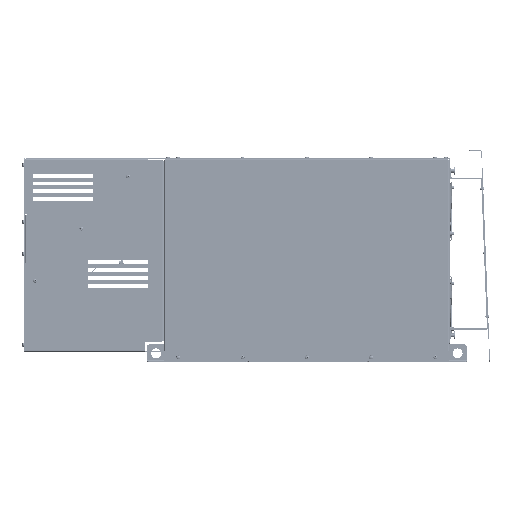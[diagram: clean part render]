
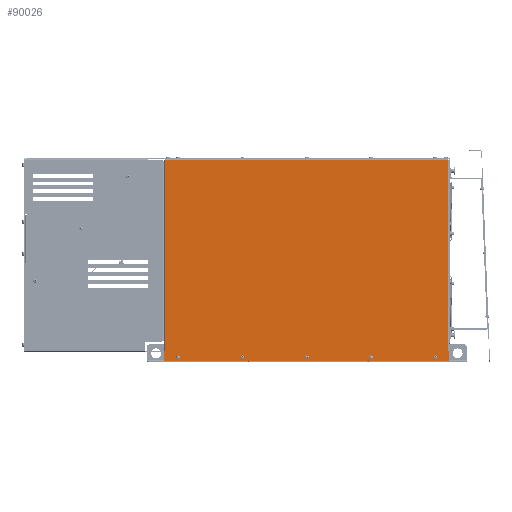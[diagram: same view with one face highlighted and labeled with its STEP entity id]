
A CAD part, front view. The second image highlights one B-rep face of the part: STEP entity #90026.
In plain terms, the highlighted face is planar.
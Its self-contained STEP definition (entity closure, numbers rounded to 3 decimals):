
#3802=PLANE('',#94945);
#6660=LINE('',#130042,#15235);
#6676=LINE('',#130083,#15251);
#6679=LINE('',#130089,#15254);
#6682=LINE('',#130095,#15257);
#6685=LINE('',#130101,#15260);
#6695=LINE('',#130124,#15270);
#6703=LINE('',#130144,#15278);
#6705=LINE('',#130148,#15280);
#6706=LINE('',#130149,#15281);
#6707=LINE('',#130150,#15282);
#15235=VECTOR('',#103829,480.);
#15251=VECTOR('',#103871,480.);
#15254=VECTOR('',#103876,0.2);
#15257=VECTOR('',#103881,2.);
#15260=VECTOR('',#103886,23.8);
#15270=VECTOR('',#103908,709.);
#15278=VECTOR('',#103928,2.);
#15280=VECTOR('',#103932,713.);
#15281=VECTOR('',#103933,23.8);
#15282=VECTOR('',#103934,0.2);
#23834=FACE_BOUND('',#30096,.T.);
#23835=FACE_BOUND('',#30097,.T.);
#23836=FACE_BOUND('',#30098,.T.);
#23837=FACE_BOUND('',#30099,.T.);
#23838=FACE_BOUND('',#30100,.T.);
#25238=FACE_OUTER_BOUND('',#30095,.T.);
#30095=EDGE_LOOP('',(#63026,#63027,#63028,#63029,#63030,#63031,#63032,#63033,
#63034,#63035));
#30096=EDGE_LOOP('',(#63036));
#30097=EDGE_LOOP('',(#63037));
#30098=EDGE_LOOP('',(#63038));
#30099=EDGE_LOOP('',(#63039));
#30100=EDGE_LOOP('',(#63040));
#36224=CIRCLE('',#94852,3.25);
#36226=CIRCLE('',#94855,3.25);
#36228=CIRCLE('',#94858,3.25);
#36230=CIRCLE('',#94861,3.25);
#36232=CIRCLE('',#94864,3.25);
#40104=VERTEX_POINT('',#129915);
#40106=VERTEX_POINT('',#129920);
#40108=VERTEX_POINT('',#129925);
#40110=VERTEX_POINT('',#129930);
#40112=VERTEX_POINT('',#129935);
#40148=VERTEX_POINT('',#130027);
#40149=VERTEX_POINT('',#130031);
#40160=VERTEX_POINT('',#130068);
#40161=VERTEX_POINT('',#130072);
#40164=VERTEX_POINT('',#130087);
#40166=VERTEX_POINT('',#130093);
#40168=VERTEX_POINT('',#130099);
#40180=VERTEX_POINT('',#130141);
#40181=VERTEX_POINT('',#130143);
#40182=VERTEX_POINT('',#130147);
#49308=EDGE_CURVE('',#40104,#40104,#36224,.T.);
#49310=EDGE_CURVE('',#40106,#40106,#36226,.T.);
#49312=EDGE_CURVE('',#40108,#40108,#36228,.T.);
#49314=EDGE_CURVE('',#40110,#40110,#36230,.T.);
#49316=EDGE_CURVE('',#40112,#40112,#36232,.T.);
#49362=EDGE_CURVE('',#40148,#40149,#6660,.T.);
#49382=EDGE_CURVE('',#40160,#40161,#6676,.T.);
#49385=EDGE_CURVE('',#40161,#40164,#6679,.T.);
#49388=EDGE_CURVE('',#40164,#40166,#6682,.T.);
#49391=EDGE_CURVE('',#40168,#40166,#6685,.T.);
#49403=EDGE_CURVE('',#40149,#40160,#6695,.T.);
#49413=EDGE_CURVE('',#40181,#40180,#6703,.T.);
#49415=EDGE_CURVE('',#40182,#40168,#6705,.T.);
#49416=EDGE_CURVE('',#40181,#40182,#6706,.T.);
#49417=EDGE_CURVE('',#40180,#40148,#6707,.T.);
#63026=ORIENTED_EDGE('',*,*,#49388,.T.);
#63027=ORIENTED_EDGE('',*,*,#49391,.F.);
#63028=ORIENTED_EDGE('',*,*,#49415,.F.);
#63029=ORIENTED_EDGE('',*,*,#49416,.F.);
#63030=ORIENTED_EDGE('',*,*,#49413,.T.);
#63031=ORIENTED_EDGE('',*,*,#49417,.T.);
#63032=ORIENTED_EDGE('',*,*,#49362,.T.);
#63033=ORIENTED_EDGE('',*,*,#49403,.T.);
#63034=ORIENTED_EDGE('',*,*,#49382,.T.);
#63035=ORIENTED_EDGE('',*,*,#49385,.T.);
#63036=ORIENTED_EDGE('',*,*,#49308,.T.);
#63037=ORIENTED_EDGE('',*,*,#49310,.T.);
#63038=ORIENTED_EDGE('',*,*,#49312,.T.);
#63039=ORIENTED_EDGE('',*,*,#49314,.T.);
#63040=ORIENTED_EDGE('',*,*,#49316,.T.);
#90026=ADVANCED_FACE('',(#25238,#23834,#23835,#23836,#23837,#23838),#3802,
 .T.);
#94852=AXIS2_PLACEMENT_3D('',#129916,#103684,#103685);
#94855=AXIS2_PLACEMENT_3D('',#129921,#103690,#103691);
#94858=AXIS2_PLACEMENT_3D('',#129926,#103696,#103697);
#94861=AXIS2_PLACEMENT_3D('',#129931,#103702,#103703);
#94864=AXIS2_PLACEMENT_3D('',#129936,#103708,#103709);
#94945=AXIS2_PLACEMENT_3D('',#130146,#103930,#103931);
#103684=DIRECTION('center_axis',(0.,0.,-1.));
#103685=DIRECTION('ref_axis',(1.,0.,0.));
#103690=DIRECTION('center_axis',(0.,0.,-1.));
#103691=DIRECTION('ref_axis',(1.,0.,0.));
#103696=DIRECTION('center_axis',(0.,0.,-1.));
#103697=DIRECTION('ref_axis',(1.,0.,0.));
#103702=DIRECTION('center_axis',(0.,0.,-1.));
#103703=DIRECTION('ref_axis',(1.,0.,0.));
#103708=DIRECTION('center_axis',(0.,0.,-1.));
#103709=DIRECTION('ref_axis',(1.,0.,0.));
#103829=DIRECTION('',(0.,1.,0.));
#103871=DIRECTION('',(0.,-1.,0.));
#103876=DIRECTION('',(0.,-1.,0.));
#103881=DIRECTION('',(-1.,0.,0.));
#103886=DIRECTION('',(0.,1.,0.));
#103908=DIRECTION('',(-1.,0.,0.));
#103928=DIRECTION('',(-1.,0.,0.));
#103930=DIRECTION('center_axis',(0.,0.,1.));
#103931=DIRECTION('ref_axis',(1.,0.,0.));
#103932=DIRECTION('',(-1.,0.,0.));
#103933=DIRECTION('',(0.,-1.,0.));
#103934=DIRECTION('',(0.,1.,0.));
#129915=CARTESIAN_POINT('',(325.25,-244.5,1.));
#129916=CARTESIAN_POINT('Origin',(322.,-244.5,1.));
#129920=CARTESIAN_POINT('',(164.25,-244.5,1.));
#129921=CARTESIAN_POINT('Origin',(161.,-244.5,1.));
#129925=CARTESIAN_POINT('',(3.25,-244.5,1.));
#129926=CARTESIAN_POINT('Origin',(0.,-244.5,1.));
#129930=CARTESIAN_POINT('',(-157.75,-244.5,1.));
#129931=CARTESIAN_POINT('Origin',(-161.,-244.5,1.));
#129935=CARTESIAN_POINT('',(-318.75,-244.5,1.));
#129936=CARTESIAN_POINT('Origin',(-322.,-244.5,1.));
#130027=CARTESIAN_POINT('',(354.5,-229.,1.));
#130031=CARTESIAN_POINT('',(354.5,251.,1.));
#130042=CARTESIAN_POINT('',(354.5,125.5,1.));
#130068=CARTESIAN_POINT('',(-354.5,251.,1.));
#130072=CARTESIAN_POINT('',(-354.5,-229.,1.));
#130083=CARTESIAN_POINT('',(-354.5,-114.6,1.));
#130087=CARTESIAN_POINT('',(-354.5,-229.2,1.));
#130089=CARTESIAN_POINT('',(-354.5,-114.6,1.));
#130093=CARTESIAN_POINT('',(-356.5,-229.2,1.));
#130095=CARTESIAN_POINT('',(-178.25,-229.2,1.));
#130099=CARTESIAN_POINT('',(-356.5,-253.,1.));
#130101=CARTESIAN_POINT('',(-356.5,253.,1.));
#130124=CARTESIAN_POINT('',(-178.25,251.,1.));
#130141=CARTESIAN_POINT('',(354.5,-229.2,1.));
#130143=CARTESIAN_POINT('',(356.5,-229.2,1.));
#130144=CARTESIAN_POINT('',(177.25,-229.2,1.));
#130146=CARTESIAN_POINT('Origin',(0.,0.,
1.));
#130147=CARTESIAN_POINT('',(356.5,-253.,1.));
#130148=CARTESIAN_POINT('',(-356.5,-253.,1.));
#130149=CARTESIAN_POINT('',(356.5,-253.,1.));
#130150=CARTESIAN_POINT('',(354.5,125.5,1.));
